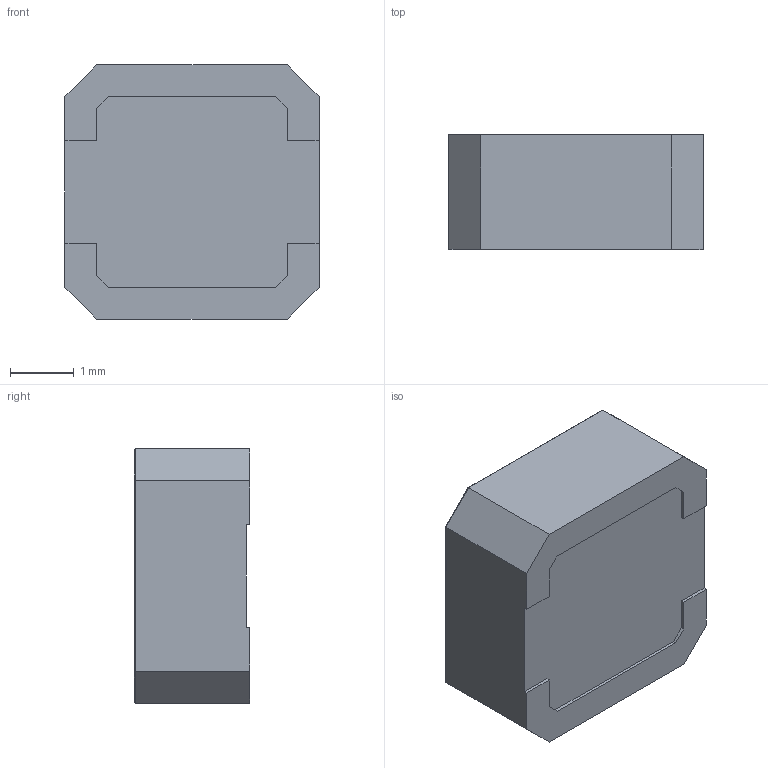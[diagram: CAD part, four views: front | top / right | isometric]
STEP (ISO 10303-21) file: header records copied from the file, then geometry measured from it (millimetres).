
FILE_DESCRIPTION (( 'STEP AP214' ), '1' );
FILE_NAME ('Coilcraft-LPZ4018.STEP', '2018-12-18T14:24:36', ( '' ), ( '' ), 'SwSTEP 2.0', 'SolidWorks 2018', '' );
FILE_SCHEMA (( 'AUTOMOTIVE_DESIGN' ));
Length unit declared in the file: millimetre
Products named in the file (1): Coilcraft-LPZ4018
Bounding box: 3.98 x 1.8 x 3.98 mm (x, y, z)
Surface area: 57.5 mm2 (no closed solid volume)
Topology: 0 solids, 1 shells, 116 faces, 312 edges, 203 vertices
Faces by surface type: plane 73, bspline 41, cylinder 2
Entity records: 5973 total; most frequent: CARTESIAN_POINT 2065, ORIENTED_EDGE 616, DIRECTION 382, EDGE_CURVE 312, VECTOR 222, LINE 222, VERTEX_POINT 203, EDGE_LOOP 123
